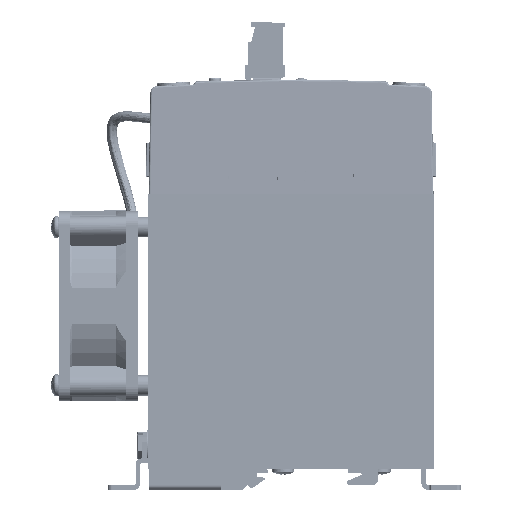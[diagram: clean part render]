
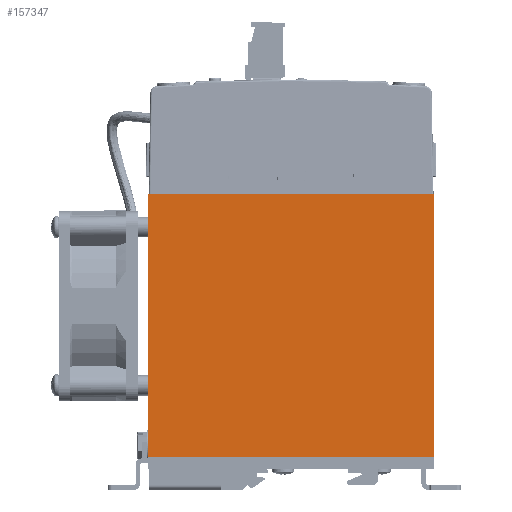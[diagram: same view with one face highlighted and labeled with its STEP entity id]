
A CAD part, top view. The second image highlights one B-rep face of the part: STEP entity #157347.
In plain terms, the highlighted planar face has unit normal (0, 0, 1).
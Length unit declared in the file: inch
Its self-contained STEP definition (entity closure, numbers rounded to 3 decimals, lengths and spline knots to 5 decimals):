
#425 = DIRECTION ( 'NONE',  ( 0., 1., 0. ) ) ;
#11804 = EDGE_CURVE ( 'NONE', #160290, #48041, #150308, .T. ) ;
#18018 = DIRECTION ( 'NONE',  ( 1., 0., 0. ) ) ;
#36947 = DIRECTION ( 'NONE',  ( 0., -1., 0. ) ) ;
#38395 = CARTESIAN_POINT ( 'NONE',  ( 1.77165, -1.4703, 1.32874 ) ) ;
#48041 = VERTEX_POINT ( 'NONE', #398601 ) ;
#53083 = EDGE_CURVE ( 'NONE', #60690, #422289, #410435, .T. ) ;
#54626 = EDGE_LOOP ( 'NONE', ( #148474, #435947, #128860, #130346, #460291, #222083 ) ) ;
#55041 = CARTESIAN_POINT ( 'NONE',  ( 1.74935, 0.16257, 1.32874 ) ) ;
#58281 = CARTESIAN_POINT ( 'NONE',  ( -0.005, 0.16257, 1.32874 ) ) ;
#60690 = VERTEX_POINT ( 'NONE', #55041 ) ;
#86695 = CARTESIAN_POINT ( 'NONE',  ( 0., 0.16257, 1.32874 ) ) ;
#98763 = CARTESIAN_POINT ( 'NONE',  ( -0.005, -3.10317, 1.32874 ) ) ;
#100195 = LINE ( 'NONE', #86695, #182562 ) ;
#107317 = EDGE_CURVE ( 'NONE', #443515, #60690, #100195, .T. ) ;
#128860 = ORIENTED_EDGE ( 'NONE', *, *, #189570, .T. ) ;
#130346 = ORIENTED_EDGE ( 'NONE', *, *, #53083, .F. ) ;
#148474 = ORIENTED_EDGE ( 'NONE', *, *, #156949, .T. ) ;
#150308 = LINE ( 'NONE', #98763, #286017 ) ;
#156949 = EDGE_CURVE ( 'NONE', #314545, #160290, #426679, .T. ) ;
#157347 = ADVANCED_FACE ( 'NONE', ( #343816 ), #312529, .T. ) ;
#160077 = CARTESIAN_POINT ( 'NONE',  ( 1.77165, 0.16257, 1.32874 ) ) ;
#160290 = VERTEX_POINT ( 'NONE', #186148 ) ;
#164821 = VECTOR ( 'NONE', #364927, 39.37008 ) ;
#169175 = CARTESIAN_POINT ( 'NONE',  ( 1.77165, -3.10317, 1.32874 ) ) ;
#170996 = LINE ( 'NONE', #58281, #164821 ) ;
#182562 = VECTOR ( 'NONE', #202088, 39.37008 ) ;
#186148 = CARTESIAN_POINT ( 'NONE',  ( -1.78165, -3.10317, 1.32874 ) ) ;
#189570 = EDGE_CURVE ( 'NONE', #48041, #422289, #224146, .T. ) ;
#202088 = DIRECTION ( 'NONE',  ( 1., 0., 0. ) ) ;
#218003 = VECTOR ( 'NONE', #425, 39.37008 ) ;
#222083 = ORIENTED_EDGE ( 'NONE', *, *, #299436, .T. ) ;
#224146 = LINE ( 'NONE', #38395, #218003 ) ;
#224720 = CARTESIAN_POINT ( 'NONE',  ( -1.78165, -1.54418, 1.32874 ) ) ;
#286017 = VECTOR ( 'NONE', #18018, 39.37008 ) ;
#299436 = EDGE_CURVE ( 'NONE', #443515, #314545, #170996, .T. ) ;
#306712 = AXIS2_PLACEMENT_3D ( 'NONE', #169175, #467728, #319059 ) ;
#306822 = DIRECTION ( 'NONE',  ( 1., 0., 0. ) ) ;
#312529 = PLANE ( 'NONE',  #306712 ) ;
#314545 = VERTEX_POINT ( 'NONE', #439455 ) ;
#319059 = DIRECTION ( 'NONE',  ( 0., 1., 0. ) ) ;
#333590 = VECTOR ( 'NONE', #306822, 39.37008 ) ;
#339032 = CARTESIAN_POINT ( 'NONE',  ( -1.74935, 0.16257, 1.32874 ) ) ;
#343816 = FACE_OUTER_BOUND ( 'NONE', #54626, .T. ) ;
#364927 = DIRECTION ( 'NONE',  ( -1., 0., 0. ) ) ;
#385463 = VECTOR ( 'NONE', #36947, 39.37008 ) ;
#398601 = CARTESIAN_POINT ( 'NONE',  ( 1.77165, -3.10317, 1.32874 ) ) ;
#410435 = LINE ( 'NONE', #419167, #333590 ) ;
#419167 = CARTESIAN_POINT ( 'NONE',  ( 1.76043, 0.16257, 1.32874 ) ) ;
#422289 = VERTEX_POINT ( 'NONE', #160077 ) ;
#426679 = LINE ( 'NONE', #224720, #385463 ) ;
#435947 = ORIENTED_EDGE ( 'NONE', *, *, #11804, .T. ) ;
#439455 = CARTESIAN_POINT ( 'NONE',  ( -1.78165, 0.16257, 1.32874 ) ) ;
#443515 = VERTEX_POINT ( 'NONE', #339032 ) ;
#460291 = ORIENTED_EDGE ( 'NONE', *, *, #107317, .F. ) ;
#467728 = DIRECTION ( 'NONE',  ( 0., 0., 1. ) ) ;
